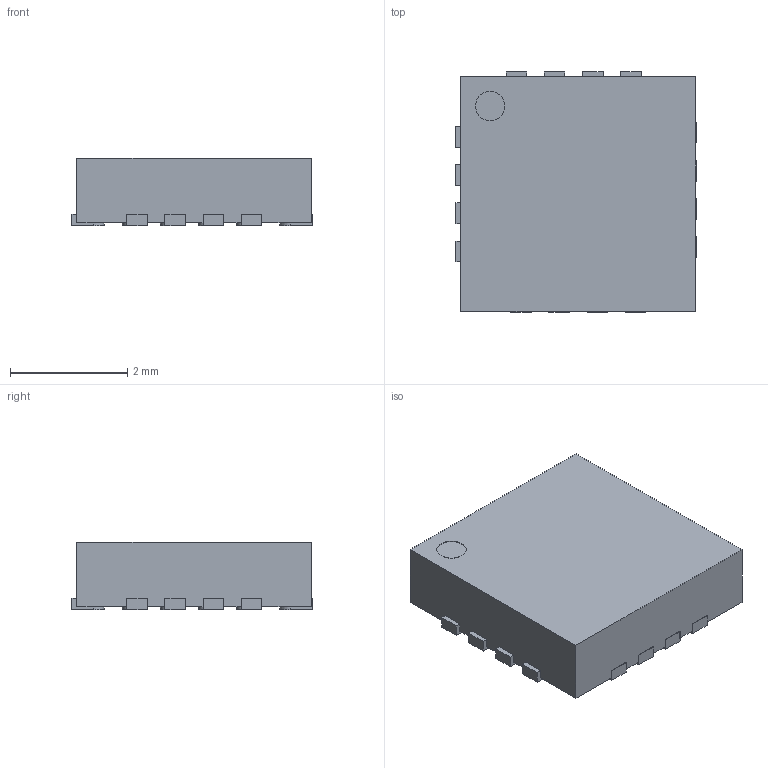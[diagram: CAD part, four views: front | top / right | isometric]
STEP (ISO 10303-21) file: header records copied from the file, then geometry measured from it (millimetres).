
FILE_DESCRIPTION (( 'STEP AP214' ), '1' );
FILE_NAME ('QFN16_4x4_p0_65.STEP', '2020-01-04T17:56:55', ( 'Elessar' ), ( '' ), 'SwSTEP 2.0', 'SolidWorks 2018', '' );
FILE_SCHEMA (( 'AUTOMOTIVE_DESIGN' ));
Length unit declared in the file: millimetre
Products named in the file (1): QFN16_4x4_p0_65
Bounding box: 4.09 x 4.09 x 1.15 mm (x, y, z)
Volume: 17.8 mm3; surface area: 51.7 mm2
Topology: 1 solids, 1 shells, 109 faces, 318 edges, 212 vertices
Faces by surface type: plane 87, cylinder 22
Entity records: 4809 total; most frequent: CARTESIAN_POINT 640, ORIENTED_EDGE 636, DIRECTION 582, EDGE_CURVE 318, LINE 274, VECTOR 274, VERTEX_POINT 212, AXIS2_PLACEMENT_3D 154
